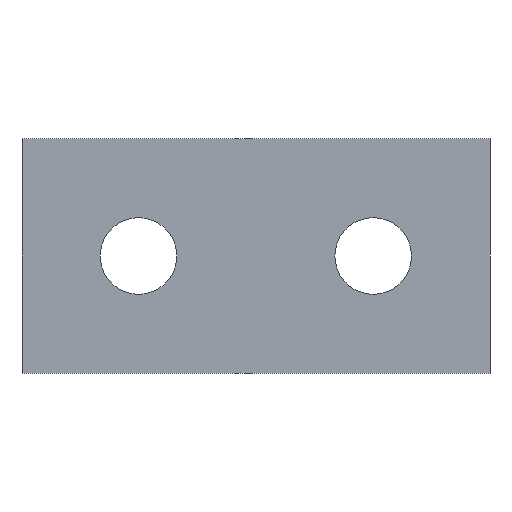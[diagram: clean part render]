
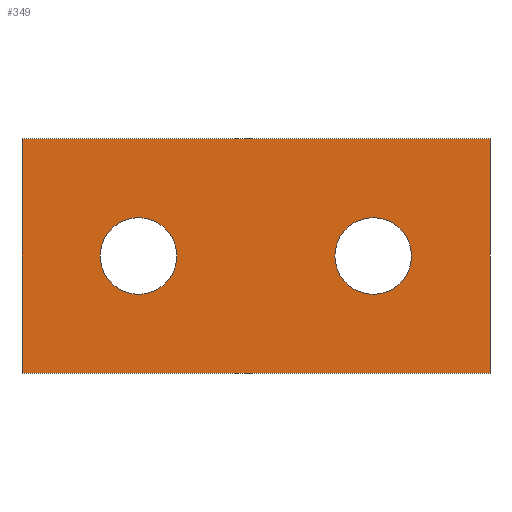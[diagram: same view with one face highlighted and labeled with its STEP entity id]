
A CAD part, front view. The second image highlights one B-rep face of the part: STEP entity #349.
In plain terms, the highlighted planar face has unit normal (0, -1, 0).
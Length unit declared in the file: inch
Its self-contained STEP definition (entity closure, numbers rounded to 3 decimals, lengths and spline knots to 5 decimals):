
#42 = VERTEX_POINT ( 'NONE', #55 ) ;
#43 = VERTEX_POINT ( 'NONE', #155 ) ;
#44 = VERTEX_POINT ( 'NONE', #56 ) ;
#45 = VERTEX_POINT ( 'NONE', #57 ) ;
#55 = CARTESIAN_POINT ( 'NONE',  ( 0.393, 0., -0.522 ) ) ;
#56 = CARTESIAN_POINT ( 'NONE',  ( -0.394, 0., -0.522 ) ) ;
#57 = CARTESIAN_POINT ( 'NONE',  ( 0.785, 0., 0. ) ) ;
#61 = CARTESIAN_POINT ( 'NONE',  ( 0.785, 0., -0.787 ) ) ;
#62 = CARTESIAN_POINT ( 'NONE',  ( 0.393, 0., -0.265 ) ) ;
#65 = CARTESIAN_POINT ( 'NONE',  ( -0.394, 0., -0.265 ) ) ;
#71 = CARTESIAN_POINT ( 'NONE',  ( 0.393, 0., -0.3935 ) ) ;
#73 = CARTESIAN_POINT ( 'NONE',  ( 0.785, 0., -0.787 ) ) ;
#74 = DIRECTION ( 'NONE',  ( 0., 1., 0. ) ) ;
#75 = DIRECTION ( 'NONE',  ( 0., 0., 1. ) ) ;
#80 = DIRECTION ( 'NONE',  ( 0., 0., 1. ) ) ;
#94 = CARTESIAN_POINT ( 'NONE',  ( 0.393, 0., -0.3935 ) ) ;
#95 = DIRECTION ( 'NONE',  ( 0., 1., 0. ) ) ;
#96 = DIRECTION ( 'NONE',  ( 0., 0., 1. ) ) ;
#99 = CARTESIAN_POINT ( 'NONE',  ( -0.394, 0., -0.3935 ) ) ;
#100 = DIRECTION ( 'NONE',  ( 0., 1., 0. ) ) ;
#101 = DIRECTION ( 'NONE',  ( 0., 0., 1. ) ) ;
#102 = CARTESIAN_POINT ( 'NONE',  ( -0.394, 0., -0.3935 ) ) ;
#103 = CARTESIAN_POINT ( 'NONE',  ( 0., 0., 0. ) ) ;
#104 = DIRECTION ( 'NONE',  ( 0., 1., 0. ) ) ;
#105 = DIRECTION ( 'NONE',  ( 0., 0., 1. ) ) ;
#106 = CARTESIAN_POINT ( 'NONE',  ( -0.785, 0., -0.787 ) ) ;
#107 = DIRECTION ( 'NONE',  ( 0., 0., 1. ) ) ;
#108 = CARTESIAN_POINT ( 'NONE',  ( 0.785, 0., -0.787 ) ) ;
#109 = DIRECTION ( 'NONE',  ( 1., 0., 0. ) ) ;
#119 = DIRECTION ( 'NONE',  ( 1., 0., 0. ) ) ;
#125 = PLANE ( 'NONE',  #189 ) ;
#129 = CARTESIAN_POINT ( 'NONE',  ( 0., 0., -0.787 ) ) ;
#130 = DIRECTION ( 'NONE',  ( 0., -1., 0. ) ) ;
#131 = DIRECTION ( 'NONE',  ( 1., 0., 0. ) ) ;
#148 = VERTEX_POINT ( 'NONE', #154 ) ;
#149 = VERTEX_POINT ( 'NONE', #61 ) ;
#150 = VERTEX_POINT ( 'NONE', #62 ) ;
#154 = CARTESIAN_POINT ( 'NONE',  ( -0.785, 0., -0.787 ) ) ;
#155 = CARTESIAN_POINT ( 'NONE',  ( -0.785, 0., 0. ) ) ;
#156 = VERTEX_POINT ( 'NONE', #65 ) ;
#163 = EDGE_CURVE ( 'NONE', #42, #150, #341, .T. ) ;
#166 = EDGE_CURVE ( 'NONE', #149, #45, #246, .T. ) ;
#171 = AXIS2_PLACEMENT_3D ( 'NONE', #71, #74, #75 ) ;
#176 = EDGE_CURVE ( 'NONE', #150, #42, #242, .T. ) ;
#183 = EDGE_CURVE ( 'NONE', #44, #156, #231, .T. ) ;
#185 = EDGE_CURVE ( 'NONE', #156, #44, #304, .T. ) ;
#186 = EDGE_CURVE ( 'NONE', #148, #43, #241, .T. ) ;
#188 = EDGE_CURVE ( 'NONE', #148, #149, #303, .T. ) ;
#189 = AXIS2_PLACEMENT_3D ( 'NONE', #129, #130, #131 ) ;
#199 = EDGE_CURVE ( 'NONE', #43, #45, #243, .T. ) ;
#204 = AXIS2_PLACEMENT_3D ( 'NONE', #99, #100, #101 ) ;
#209 = AXIS2_PLACEMENT_3D ( 'NONE', #102, #104, #105 ) ;
#211 = AXIS2_PLACEMENT_3D ( 'NONE', #94, #95, #96 ) ;
#216 = FACE_BOUND ( 'NONE', #336, .T. ) ;
#230 = ORIENTED_EDGE ( 'NONE', *, *, #176, .T. ) ;
#231 = CIRCLE ( 'NONE', #204, 0.1285 ) ;
#232 = FACE_BOUND ( 'NONE', #244, .T. ) ;
#234 = VECTOR ( 'NONE', #119, 39.37008 ) ;
#241 = LINE ( 'NONE', #106, #248 ) ;
#242 = CIRCLE ( 'NONE', #211, 0.1285 ) ;
#243 = LINE ( 'NONE', #103, #234 ) ;
#244 = EDGE_LOOP ( 'NONE', ( #230, #306 ) ) ;
#246 = LINE ( 'NONE', #73, #326 ) ;
#248 = VECTOR ( 'NONE', #107, 39.37008 ) ;
#249 = ORIENTED_EDGE ( 'NONE', *, *, #188, .T. ) ;
#256 = EDGE_LOOP ( 'NONE', ( #342, #296, #249, #331 ) ) ;
#267 = ORIENTED_EDGE ( 'NONE', *, *, #185, .T. ) ;
#268 = ORIENTED_EDGE ( 'NONE', *, *, #183, .T. ) ;
#278 = FACE_OUTER_BOUND ( 'NONE', #256, .T. ) ;
#296 = ORIENTED_EDGE ( 'NONE', *, *, #186, .F. ) ;
#301 = VECTOR ( 'NONE', #109, 39.37008 ) ;
#303 = LINE ( 'NONE', #108, #301 ) ;
#304 = CIRCLE ( 'NONE', #209, 0.1285 ) ;
#306 = ORIENTED_EDGE ( 'NONE', *, *, #163, .T. ) ;
#326 = VECTOR ( 'NONE', #80, 39.37008 ) ;
#331 = ORIENTED_EDGE ( 'NONE', *, *, #166, .T. ) ;
#336 = EDGE_LOOP ( 'NONE', ( #267, #268 ) ) ;
#341 = CIRCLE ( 'NONE', #171, 0.1285 ) ;
#342 = ORIENTED_EDGE ( 'NONE', *, *, #199, .F. ) ;
#349 = ADVANCED_FACE ( 'NONE', ( #216, #232, #278 ), #125, .T. ) ;
